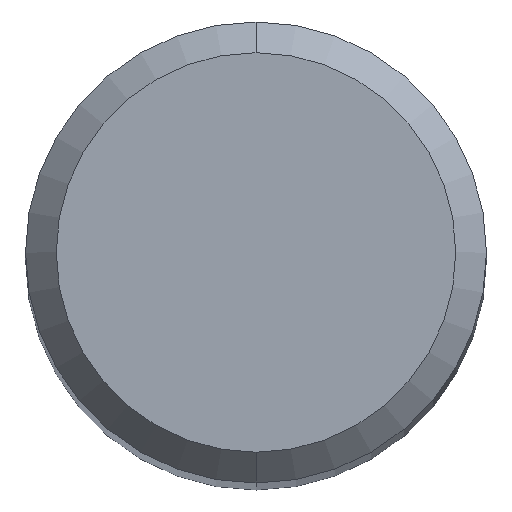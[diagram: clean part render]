
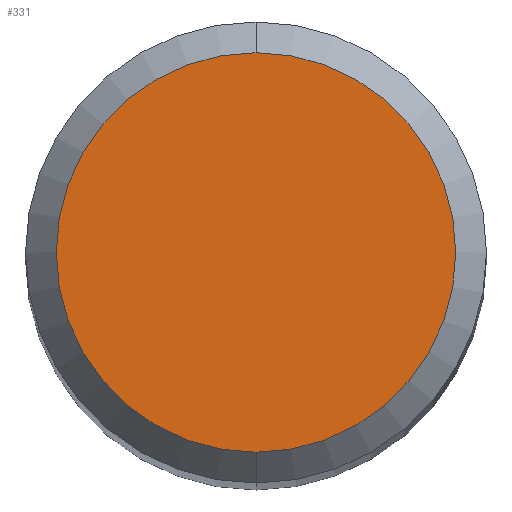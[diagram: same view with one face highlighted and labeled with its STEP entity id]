
A CAD part, top view. The second image highlights one B-rep face of the part: STEP entity #331.
In plain terms, the highlighted planar face has unit normal (0, 0, 1).
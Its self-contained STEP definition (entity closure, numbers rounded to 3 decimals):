
#331=ADVANCED_FACE('',(#902),#903,.T.);
#485=EDGE_CURVE('',#537,#663,#1069,.T.);
#537=VERTEX_POINT('',#1126);
#663=VERTEX_POINT('',#1267);
#811=EDGE_CURVE('',#663,#537,#1428,.T.);
#902=FACE_OUTER_BOUND('',#1622,.T.);
#903=PLANE('',#1623);
#1069=CIRCLE('',#2817,2.6);
#1126=CARTESIAN_POINT('',(0.0,2.6,0.0));
#1267=CARTESIAN_POINT('',(0.,-2.6,0.0));
#1428=CIRCLE('',#5672,2.6);
#1622=EDGE_LOOP('',(#5767,#5768));
#1623=AXIS2_PLACEMENT_3D('',#5769,#5770,#5771);
#2817=AXIS2_PLACEMENT_3D('',#5916,#5917,#5918);
#5672=AXIS2_PLACEMENT_3D('',#6337,#6338,#6339);
#5767=ORIENTED_EDGE('',*,*,#485,.F.);
#5768=ORIENTED_EDGE('',*,*,#811,.F.);
#5769=CARTESIAN_POINT('',(0.0,1.3,0.0));
#5770=DIRECTION('',(-0.0,0.0,1.0));
#5771=DIRECTION('',(0.0,-1.0,0.0));
#5916=CARTESIAN_POINT('',(0.0,0.0,0.0));
#5917=DIRECTION('',(0.0,0.0,-1.0));
#5918=DIRECTION('',(0.0,1.0,0.0));
#6337=CARTESIAN_POINT('',(0.0,0.0,0.0));
#6338=DIRECTION('',(0.0,0.0,-1.0));
#6339=DIRECTION('',(0.0,1.0,0.0));
